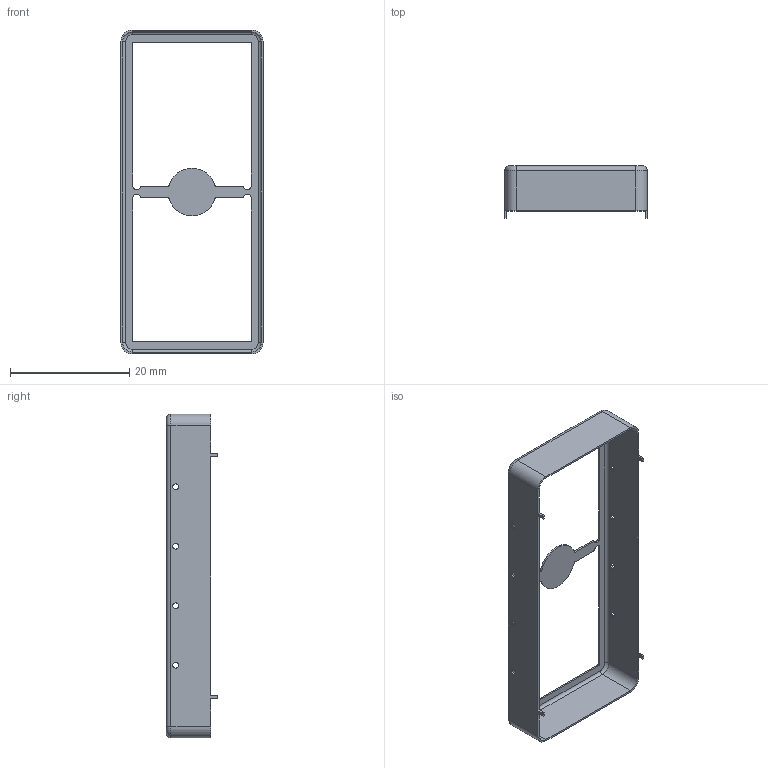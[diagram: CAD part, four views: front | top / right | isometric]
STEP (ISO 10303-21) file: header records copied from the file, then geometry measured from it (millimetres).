
FILE_DESCRIPTION (( 'STEP AP203' ), '1' );
FILE_NAME ('MS544-10F.step', '2020-11-16T13:23:30', ( '' ), ( '' ), 'SwSTEP 2.0', 'SolidWorks 2018', '' );
FILE_SCHEMA (( 'CONFIG_CONTROL_DESIGN' ));
Length unit declared in the file: millimetre
Products named in the file (1): MS544-10F
Bounding box: 23.9 x 8.7 x 54.4 mm (x, y, z)
Volume: 425.2 mm3; surface area: 2946.1 mm2
Topology: 1 solids, 1 shells, 105 faces, 277 edges, 174 vertices
Faces by surface type: cylinder 53, plane 44, torus 8
Entity records: 3366 total; most frequent: DIRECTION 603, CARTESIAN_POINT 557, ORIENTED_EDGE 554, EDGE_CURVE 277, AXIS2_PLACEMENT_3D 220, VERTEX_POINT 174, LINE 163, VECTOR 163
